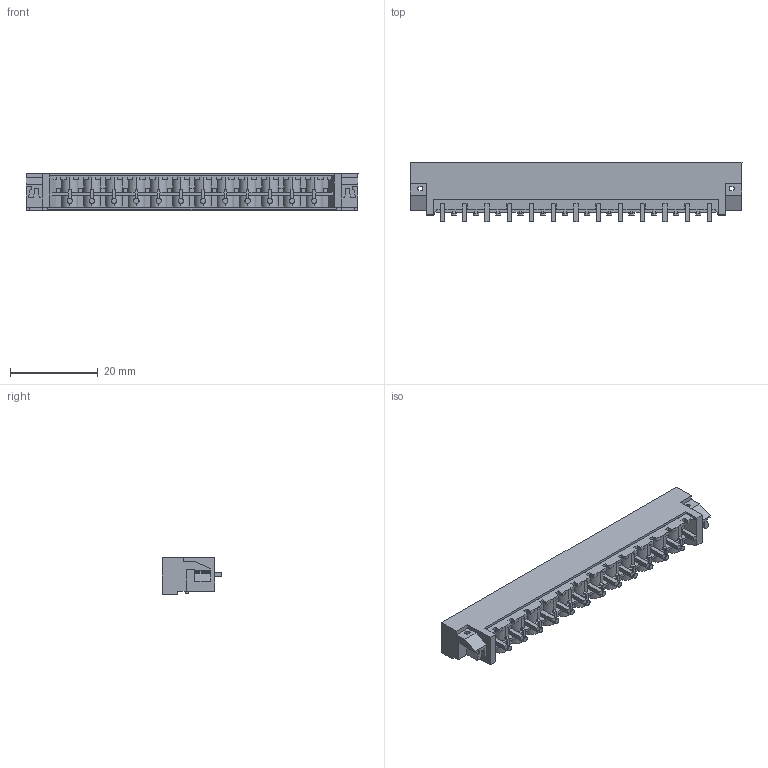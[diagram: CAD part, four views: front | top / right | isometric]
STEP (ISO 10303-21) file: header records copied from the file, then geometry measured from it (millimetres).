
FILE_DESCRIPTION(('CATIA V5 STEP Exchange','CAx-IF Rec.Pracs.--- Model Styling and Organization---1.2---2011-12-15'),'2;1');
FILE_NAME ('D1458317_0_1879920000_1879920000.stp','2017-04-26T08:54:40+00:00',('none'),('Weidmueller'),'CATIA Version 5-6 Release 2014','CATIA V5 STEP AP214','none');
FILE_SCHEMA(('AUTOMOTIVE_DESIGN { 1 0 10303 214 1 1 1 1 }'));
Length unit declared in the file: millimetre
Products named in the file (1): 1879920000
Bounding box: 75.84 x 13.5 x 8.43 mm (x, y, z)
Volume: 2533.6 mm3; surface area: 6146.2 mm2
Topology: 14 solids, 14 shells, 661 faces, 2080 edges, 1423 vertices
Faces by surface type: plane 525, cylinder 136
Entity records: 22996 total; most frequent: CARTESIAN_POINT 4917, ORIENTED_EDGE 4160, DIRECTION 2812, EDGE_CURVE 2080, VECTOR 1649, LINE 1649, VERTEX_POINT 1423, AXIS2_PLACEMENT_3D 733
